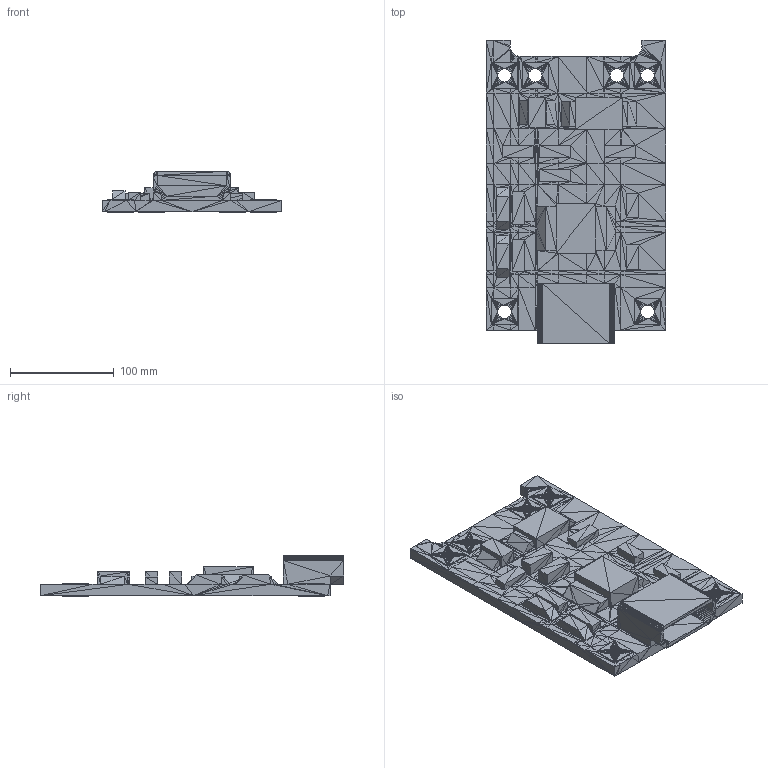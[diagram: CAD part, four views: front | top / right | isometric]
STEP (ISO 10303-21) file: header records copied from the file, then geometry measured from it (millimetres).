
FILE_DESCRIPTION(/* description */ (''),/* implementation_level */ '2;1');
FILE_NAME(/* name */ 'tp4056 micro usb 18650 charger v2.step',/* time_stamp */ '2020-05-29T06:57:10+02:00',/* author */ (''),/* organization */ (''),/* preprocessor_version */ 'ST-DEVELOPER v18.1',/* originating_system */ 'Autodesk Translation Framework v9.3.0.1241',/* authorisation */ '');
FILE_SCHEMA (('AUTOMOTIVE_DESIGN { 1 0 10303 214 3 1 1 }'));
Length unit declared in the file: millimetre
Products named in the file (1): tp4056 micro usb 18650 charger
Bounding box: 173 x 292 x 40 mm (x, y, z)
Volume: 682243.8 mm3; surface area: 133679.4 mm2
Topology: 1 solids, 1 shells, 2090 faces, 3135 edges, 1035 vertices
Faces by surface type: plane 2090
Entity records: 40776 total; most frequent: DIRECTION 7317, ORIENTED_EDGE 6270, CARTESIAN_POINT 6261, LINE 3135, VECTOR 3135, EDGE_CURVE 3135, AXIS2_PLACEMENT_3D 2091, FACE_OUTER_BOUND 2090
